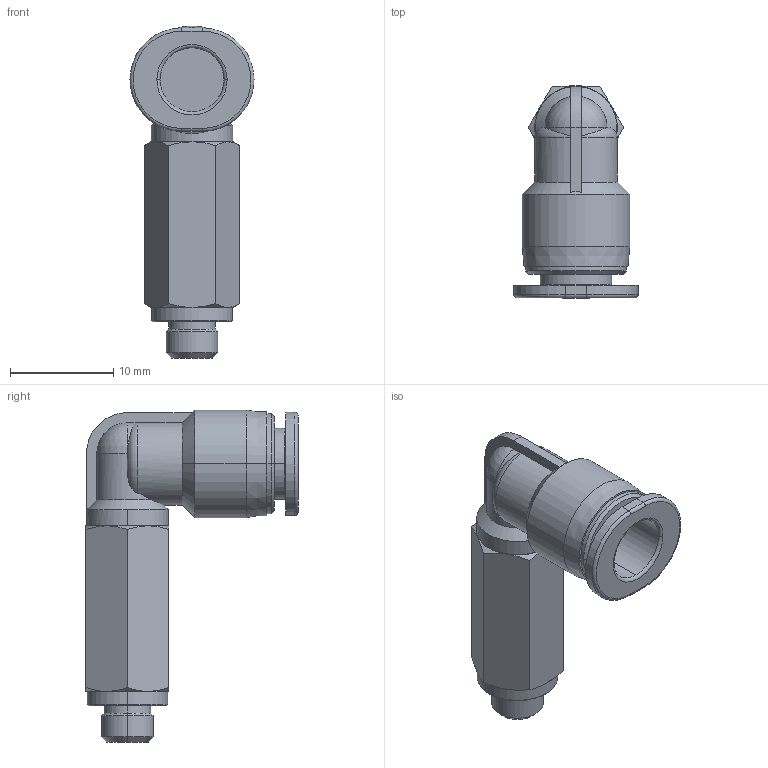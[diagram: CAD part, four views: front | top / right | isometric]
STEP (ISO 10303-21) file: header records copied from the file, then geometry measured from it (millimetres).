
FILE_DESCRIPTION((''),'2;1');
FILE_NAME('PLL06M5C-mdt.stp','2017-07-24T14:49:07',(''),(''),'Mechanical Desktop 2009','Mechanical Desktop 2009',', , ');
FILE_SCHEMA(('CONFIG_CONTROL_DESIGN'));
Length unit declared in the file: millimetre
Products named in the file (5): PLL06M5C-MDTA; PLL06M5C-MDT; COLLAR-L06C; LM5C; NLM5C
Assembly tree (5 placements, depth 2):
  PLL06M5C-MDTA
    PLL06M5C-MDT
    COLLAR-L06C  x2
    LM5C
    NLM5C
Bounding box: 12 x 20.5 x 32.1 mm (x, y, z)
Volume: 2010.2 mm3; surface area: 1676.1 mm2
Topology: 1 solids, 1 shells, 95 faces, 214 edges, 129 vertices
Faces by surface type: plane 30, cylinder 28, cone 25, torus 6, bspline 4, sphere 2
Entity records: 3017 total; most frequent: CARTESIAN_POINT 795, DIRECTION 464, ORIENTED_EDGE 428, EDGE_CURVE 214, AXIS2_PLACEMENT_3D 197, VERTEX_POINT 129, EDGE_LOOP 103, CIRCLE 100
